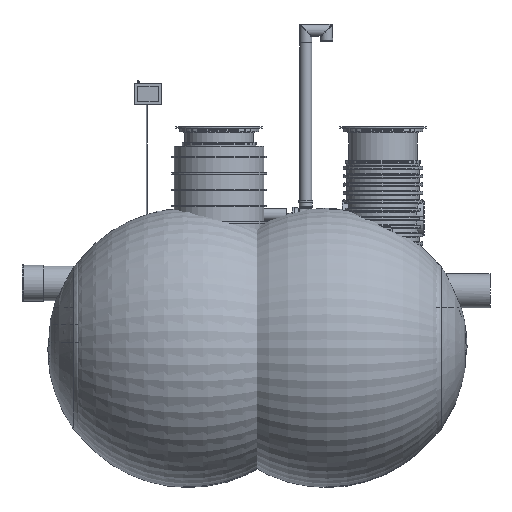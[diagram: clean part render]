
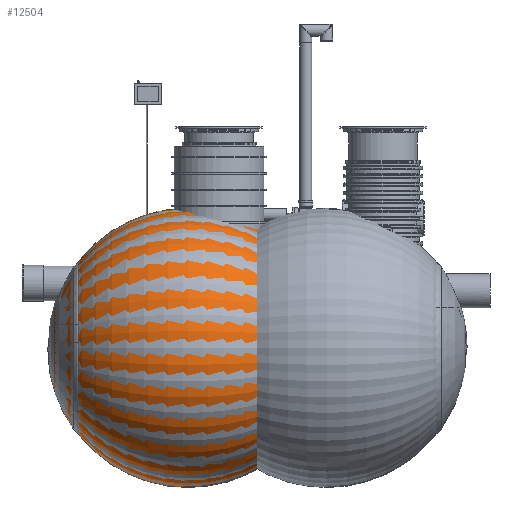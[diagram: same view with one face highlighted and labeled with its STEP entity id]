
A CAD part, front view. The second image highlights one B-rep face of the part: STEP entity #12504.
In plain terms, the highlighted toroidal (fillet/blend) face has major radius 2.49 mm and minor radius 1280 mm.
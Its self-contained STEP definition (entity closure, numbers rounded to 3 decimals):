
#1408=B_SPLINE_CURVE_WITH_KNOTS('',3,(#19883,#19884,#19885,#19886,#19887,
#19888,#19889,#19890,#19891,#19892,#19893,#19894,#19895,#19896,#19897,#19898,
#19899,#19900,#19901,#19902,#19903,#19904,#19905,#19906,#19907,#19908,#19909,
#19910,#19911,#19912,#19913,#19914,#19915,#19916,#19917,#19918,#19919,#19920,
#19921,#19922,#19923,#19924,#19925,#19926,#19927,#19928,#19929,#19930,#19931,
#19932,#19933,#19934,#19935,#19936,#19937,#19938,#19939,#19940,#19941,#19942,
#19943,#19944,#19945,#19946,#19947,#19948,#19949,#19950,#19951,#19952,#19953,
#19954,#19955),.UNSPECIFIED.,.F.,.F.,(4,1,1,1,1,1,1,1,1,1,1,1,1,1,1,1,1,
1,1,1,1,1,1,1,1,1,1,1,1,1,1,1,1,1,1,1,1,1,1,1,1,1,1,1,1,1,1,1,1,1,1,1,1,
1,1,1,1,1,1,1,1,1,1,1,1,1,1,1,1,1,4),(0.,0.014,
0.029,0.043,0.05,0.057,
0.072,0.086,0.1,0.115,
0.129,0.143,0.158,0.172,
0.186,0.2,0.215,0.229,
0.243,0.258,0.272,0.286,
0.301,0.308,0.315,0.329,
0.344,0.358,0.372,0.387,
0.401,0.415,0.43,0.444,
0.458,0.465,0.473,0.48,
0.487,0.501,0.516,0.523,
0.53,0.544,0.559,0.573,
0.587,0.601,0.616,0.63,
0.644,0.659,0.673,0.687,
0.702,0.716,0.73,0.745,
0.759,0.773,0.788,0.802,
0.809,0.816,0.831,0.845,
0.859,0.866,0.874,0.888,0.917),
 .UNSPECIFIED.);
#1711=VERTEX_LOOP('',#7490);
#1715=DEGENERATE_TOROIDAL_SURFACE('',#14099,2.49,1280.,.T.);
#2638=ORIENTED_EDGE('',*,*,#5860,.T.);
#2639=ORIENTED_EDGE('',*,*,#5861,.T.);
#5860=EDGE_CURVE('',#7491,#7492,#8698,.T.);
#5861=EDGE_CURVE('',#7492,#7491,#1408,.T.);
#7490=VERTEX_POINT('',#19879);
#7491=VERTEX_POINT('',#19881);
#7492=VERTEX_POINT('',#19882);
#8698=CIRCLE('',#14100,736.783);
#9435=EDGE_LOOP('',(#2638,#2639));
#10844=FACE_BOUND('',#1711,.T.);
#10845=FACE_BOUND('',#9435,.T.);
#12504=ADVANCED_FACE('',(#10844,#10845),#1715,.F.);
#14099=AXIS2_PLACEMENT_3D('',#19878,#15837,#15838);
#14100=AXIS2_PLACEMENT_3D('',#19880,#15839,#15840);
#15837=DIRECTION('',(0.,0.,-1.));
#15838=DIRECTION('',(-1.,0.,0.));
#15839=DIRECTION('',(0.,0.,-1.));
#15840=DIRECTION('',(-1.,0.,0.));
#19878=CARTESIAN_POINT('',(2.497,0.,-997.188));
#19879=CARTESIAN_POINT('',(2.497,0.,282.809));
#19880=CARTESIAN_POINT('',(2.497,0.,51.246));
#19881=CARTESIAN_POINT('',(736.516,-63.756,51.246));
#19882=CARTESIAN_POINT('',(736.516,63.756,51.246));
#19883=CARTESIAN_POINT('',(736.516,63.756,51.246));
#19884=CARTESIAN_POINT('',(734.601,68.081,52.32));
#19885=CARTESIAN_POINT('',(730.436,76.44,54.653));
#19886=CARTESIAN_POINT('',(723.245,88.167,58.665));
#19887=CARTESIAN_POINT('',(716.497,97.294,62.416));
#19888=CARTESIAN_POINT('',(710.658,104.21,65.65));
#19889=CARTESIAN_POINT('',(704.506,110.887,69.048));
#19890=CARTESIAN_POINT('',(696.423,118.593,73.498));
#19891=CARTESIAN_POINT('',(686.132,126.87,79.135));
#19892=CARTESIAN_POINT('',(675.279,134.205,85.047));
#19893=CARTESIAN_POINT('',(663.812,140.631,91.258));
#19894=CARTESIAN_POINT('',(652.046,145.997,97.594));
#19895=CARTESIAN_POINT('',(639.993,150.349,104.047));
#19896=CARTESIAN_POINT('',(627.673,153.7,110.603));
#19897=CARTESIAN_POINT('',(615.017,156.058,117.297));
#19898=CARTESIAN_POINT('',(602.298,157.366,123.983));
#19899=CARTESIAN_POINT('',(589.605,157.644,130.616));
#19900=CARTESIAN_POINT('',(576.914,156.899,137.208));
#19901=CARTESIAN_POINT('',(564.233,155.123,143.757));
#19902=CARTESIAN_POINT('',(551.551,152.269,150.267));
#19903=CARTESIAN_POINT('',(539.247,148.412,156.549));
#19904=CARTESIAN_POINT('',(527.261,143.55,162.634));
#19905=CARTESIAN_POINT('',(515.62,137.672,168.513));
#19906=CARTESIAN_POINT('',(506.202,131.888,173.245));
#19907=CARTESIAN_POINT('',(498.876,126.714,176.913));
#19908=CARTESIAN_POINT('',(491.812,121.258,180.442));
#19909=CARTESIAN_POINT('',(483.418,113.879,184.619));
#19910=CARTESIAN_POINT('',(474.069,104.127,189.253));
#19911=CARTESIAN_POINT('',(465.472,93.463,193.499));
#19912=CARTESIAN_POINT('',(457.643,81.772,197.35));
#19913=CARTESIAN_POINT('',(450.936,69.512,200.64));
#19914=CARTESIAN_POINT('',(445.313,56.65,203.391));
#19915=CARTESIAN_POINT('',(440.807,43.193,205.59));
#19916=CARTESIAN_POINT('',(437.477,29.066,207.213));
#19917=CARTESIAN_POINT('',(435.484,14.878,208.183));
#19918=CARTESIAN_POINT('',(434.897,2.936,208.469));
#19919=CARTESIAN_POINT('',(435.083,-6.668,208.378));
#19920=CARTESIAN_POINT('',(435.557,-13.923,208.147));
#19921=CARTESIAN_POINT('',(436.365,-21.13,207.754));
#19922=CARTESIAN_POINT('',(437.867,-30.594,207.023));
#19923=CARTESIAN_POINT('',(440.532,-42.197,205.724));
#19924=CARTESIAN_POINT('',(444.221,-53.484,203.924));
#19925=CARTESIAN_POINT('',(447.803,-62.346,202.172));
#19926=CARTESIAN_POINT('',(451.74,-70.94,200.245));
#19927=CARTESIAN_POINT('',(457.309,-81.209,197.514));
#19928=CARTESIAN_POINT('',(464.972,-92.781,193.745));
#19929=CARTESIAN_POINT('',(473.659,-103.67,189.457));
#19930=CARTESIAN_POINT('',(483.076,-113.554,184.789));
#19931=CARTESIAN_POINT('',(493.167,-122.474,179.767));
#19932=CARTESIAN_POINT('',(503.927,-130.467,174.388));
#19933=CARTESIAN_POINT('',(515.309,-137.502,168.67));
#19934=CARTESIAN_POINT('',(527.,-143.433,162.766));
#19935=CARTESIAN_POINT('',(539.043,-148.341,156.652));
#19936=CARTESIAN_POINT('',(551.431,-152.238,150.329));
#19937=CARTESIAN_POINT('',(564.11,-155.1,143.82));
#19938=CARTESIAN_POINT('',(576.774,-156.886,137.28));
#19939=CARTESIAN_POINT('',(589.495,-157.643,130.673));
#19940=CARTESIAN_POINT('',(602.238,-157.373,124.014));
#19941=CARTESIAN_POINT('',(615.064,-156.051,117.272));
#19942=CARTESIAN_POINT('',(627.622,-153.709,110.63));
#19943=CARTESIAN_POINT('',(639.922,-150.371,104.084));
#19944=CARTESIAN_POINT('',(651.966,-146.029,97.637));
#19945=CARTESIAN_POINT('',(661.78,-141.561,92.353));
#19946=CARTESIAN_POINT('',(669.504,-137.443,88.175));
#19947=CARTESIAN_POINT('',(677.023,-133.022,84.097));
#19948=CARTESIAN_POINT('',(686.056,-126.925,79.176));
#19949=CARTESIAN_POINT('',(696.305,-118.694,73.564));
#19950=CARTESIAN_POINT('',(704.345,-111.047,69.138));
#19951=CARTESIAN_POINT('',(710.455,-104.439,65.762));
#19952=CARTESIAN_POINT('',(716.364,-97.468,62.49));
#19953=CARTESIAN_POINT('',(725.91,-84.581,57.184));
#19954=CARTESIAN_POINT('',(732.681,-72.418,53.397));
#19955=CARTESIAN_POINT('',(736.516,-63.756,51.246));
